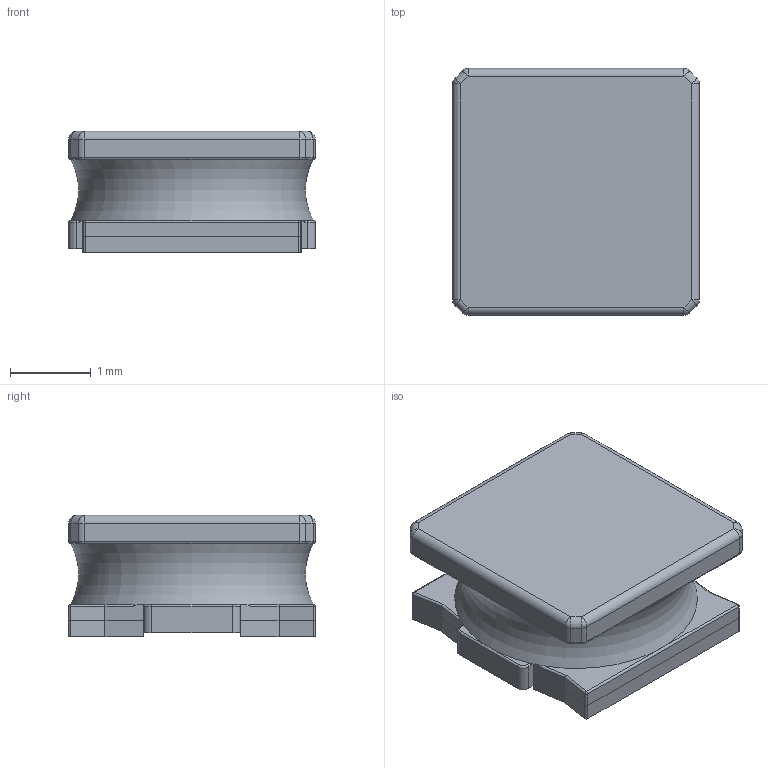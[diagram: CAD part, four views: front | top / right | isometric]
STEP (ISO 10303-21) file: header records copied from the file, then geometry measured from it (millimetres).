
FILE_DESCRIPTION(/* description */ (''),/* implementation_level */ '2;1');
FILE_NAME(/* name */ 'Bourns - SRN3015.step',/* time_stamp */ '2019-12-02T17:27:54+00:00',/* author */ (''),/* organization */ (''),/* preprocessor_version */ 'ST-DEVELOPER v18',/* originating_system */ 'Autodesk Translation Framework v8.12.0.6',/* authorisation */ '');
FILE_SCHEMA (('AUTOMOTIVE_DESIGN { 1 0 10303 214 3 1 1 }'));
Length unit declared in the file: millimetre
Products named in the file (1): Bourns - SRN3015
Bounding box: 3.05 x 3.05 x 1.5 mm (x, y, z)
Volume: 11.3 mm3; surface area: 36.8 mm2
Topology: 1 solids, 1 shells, 133 faces, 303 edges, 172 vertices
Faces by surface type: plane 56, cylinder 52, torus 13, sphere 12
Entity records: 3913 total; most frequent: CARTESIAN_POINT 777, DIRECTION 672, ORIENTED_EDGE 606, EDGE_CURVE 303, AXIS2_PLACEMENT_3D 251, VERTEX_POINT 172, LINE 170, VECTOR 170
